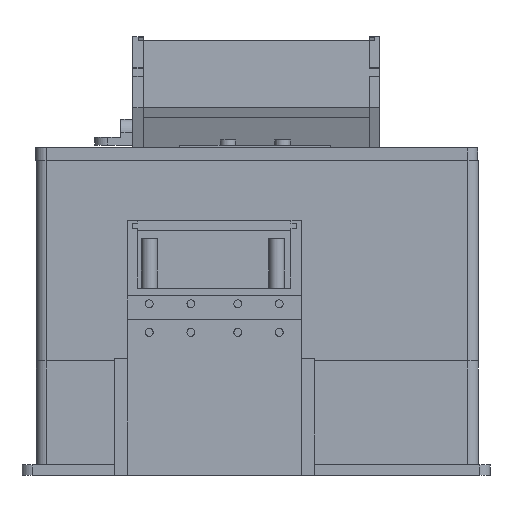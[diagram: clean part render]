
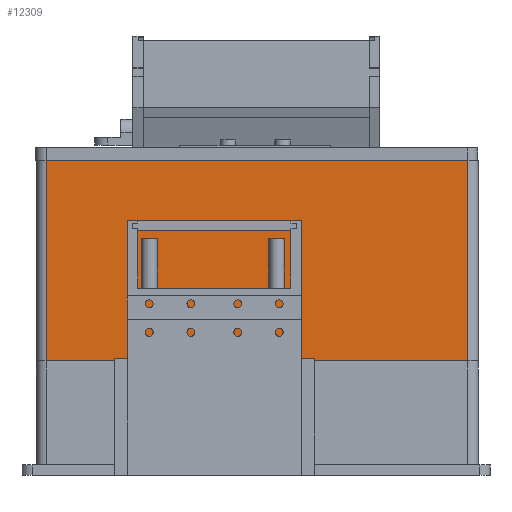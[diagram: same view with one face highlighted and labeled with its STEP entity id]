
A CAD part, left-side view. The second image highlights one B-rep face of the part: STEP entity #12309.
In plain terms, the highlighted face is planar.
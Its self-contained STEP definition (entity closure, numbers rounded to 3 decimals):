
#989=FACE_OUTER_BOUND('',#1735,.T.);
#1735=EDGE_LOOP('',(#9627,#9628,#9629,#9630));
#2755=LINE('',#18784,#4275);
#2761=LINE('',#18809,#4281);
#2788=LINE('',#18888,#4308);
#2789=LINE('',#18889,#4309);
#4275=VECTOR('',#15356,10.);
#4281=VECTOR('',#15380,10.);
#4308=VECTOR('',#15475,10.);
#4309=VECTOR('',#15476,10.);
#5670=VERTEX_POINT('',#18781);
#5671=VERTEX_POINT('',#18783);
#5681=VERTEX_POINT('',#18807);
#5699=VERTEX_POINT('',#18887);
#7065=EDGE_CURVE('',#5670,#5671,#2755,.T.);
#7078=EDGE_CURVE('',#5681,#5670,#2761,.T.);
#7115=EDGE_CURVE('',#5699,#5681,#2788,.T.);
#7116=EDGE_CURVE('',#5699,#5671,#2789,.T.);
#9627=ORIENTED_EDGE('',*,*,#7115,.F.);
#9628=ORIENTED_EDGE('',*,*,#7116,.T.);
#9629=ORIENTED_EDGE('',*,*,#7065,.F.);
#9630=ORIENTED_EDGE('',*,*,#7078,.F.);
#11695=PLANE('',#13411);
#12309=ADVANCED_FACE('',(#989),#11695,.T.);
#13411=AXIS2_PLACEMENT_3D('',#18886,#15473,#15474);
#15356=DIRECTION('',(1.,0.,0.));
#15380=DIRECTION('',(0.,0.,1.));
#15473=DIRECTION('center_axis',(0.,-1.,0.));
#15474=DIRECTION('ref_axis',(1.,0.,0.));
#15475=DIRECTION('',(-1.,0.,0.));
#15476=DIRECTION('',(0.,0.,1.));
#18781=CARTESIAN_POINT('',(-100.006,-152.572,120.));
#18783=CARTESIAN_POINT('',(61.994,-152.572,120.));
#18784=CARTESIAN_POINT('',(-100.006,-152.572,120.));
#18807=CARTESIAN_POINT('',(-100.006,-152.572,43.));
#18809=CARTESIAN_POINT('',(-100.006,-152.572,0.));
#18886=CARTESIAN_POINT('Origin',(-100.006,-152.572,0.));
#18887=CARTESIAN_POINT('',(61.994,-152.572,43.));
#18888=CARTESIAN_POINT('',(-59.506,-152.572,43.));
#18889=CARTESIAN_POINT('',(61.994,-152.572,0.));
